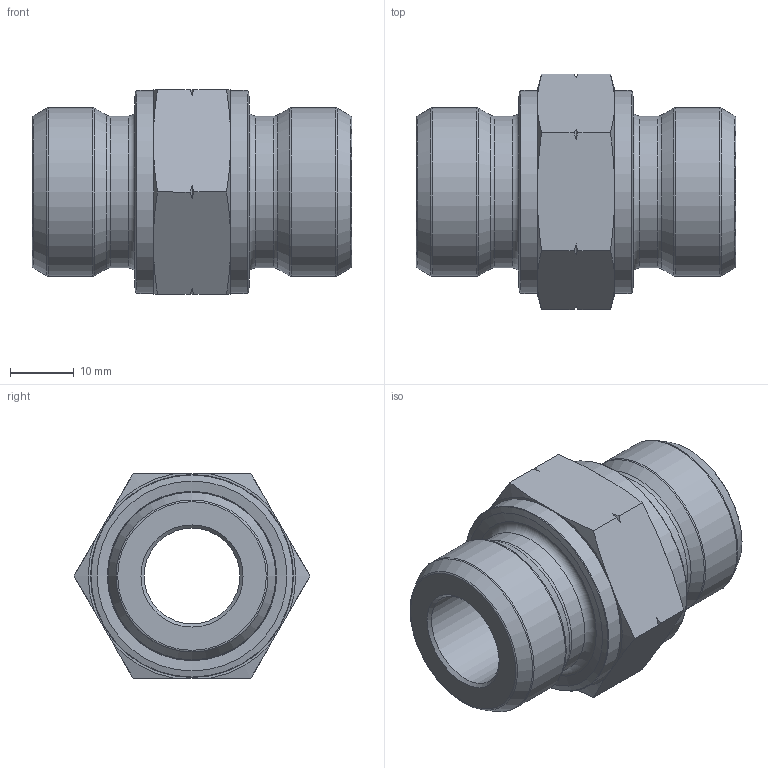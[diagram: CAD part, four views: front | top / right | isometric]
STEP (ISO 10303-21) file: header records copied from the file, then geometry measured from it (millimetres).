
FILE_DESCRIPTION(/* description */ (''),/* implementation_level */ '2;1');
FILE_NAME(/* name */ 'DN20.stp',/* time_stamp */ '2025-01-07T08:25:18+01:00',/* author */ (''),/* organization */ (''),/* preprocessor_version */ 'ST-DEVELOPER v16',/* originating_system */ 'SIEMENS PLM Software NX 10.0',/* authorisation */ '');
FILE_SCHEMA (('CONFIG_CONTROL_DESIGN'));
Length unit declared in the file: millimetre
Products named in the file (1): X-DN3-4
Bounding box: 50 x 36.95 x 32 mm (x, y, z)
Volume: 22637.3 mm3; surface area: 8196.6 mm2
Topology: 1 solids, 1 shells, 63 faces, 156 edges, 97 vertices
Faces by surface type: cone 34, torus 12, plane 10, cylinder 7
Full cylindrical faces by diameter (mm): 15 x1, 23.8 x2, 26.4 x2, 31.8 x2
Entity records: 1798 total; most frequent: CARTESIAN_POINT 422, DIRECTION 252, ORIENTED_EDGE 244, EDGE_CURVE 122, AXIS2_PLACEMENT_3D 114, EDGE_LOOP 96, VERTEX_POINT 92, FACE_BOUND 66
